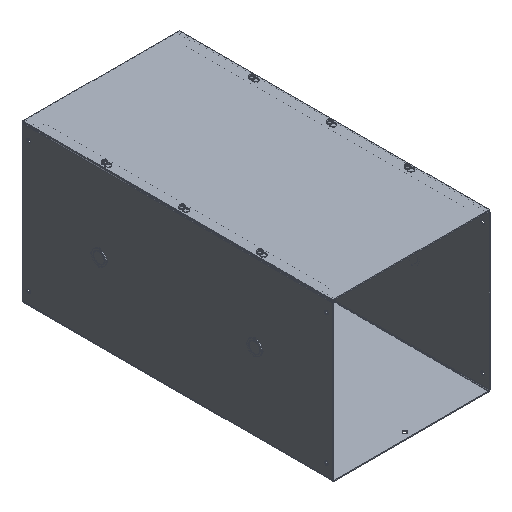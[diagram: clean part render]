
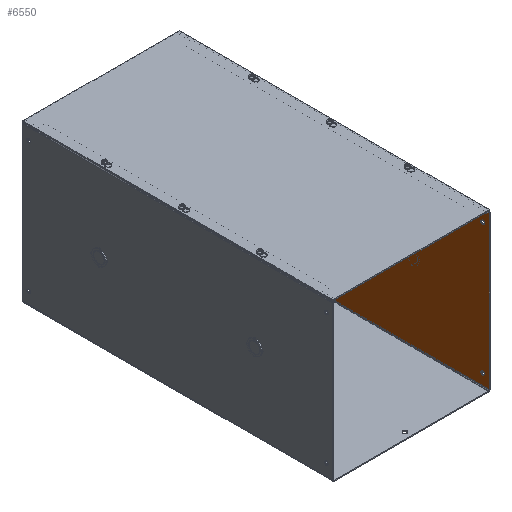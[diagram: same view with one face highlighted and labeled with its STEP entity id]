
A CAD part, isometric view. The second image highlights one B-rep face of the part: STEP entity #6550.
In plain terms, the highlighted planar face has unit normal (-1, 0, 0).
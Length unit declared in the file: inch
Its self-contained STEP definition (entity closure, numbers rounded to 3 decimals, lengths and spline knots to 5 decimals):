
#148 = VERTEX_POINT ( 'NONE', #3906 ) ;
#218 = CARTESIAN_POINT ( 'NONE',  ( 6., 11.5, 1. ) ) ;
#250 = FACE_BOUND ( 'NONE', #2059, .T. ) ;
#321 = ORIENTED_EDGE ( 'NONE', *, *, #8216, .F. ) ;
#661 = EDGE_CURVE ( 'NONE', #9242, #148, #9170, .T. ) ;
#752 = DIRECTION ( 'NONE',  ( -1., 0., 0. ) ) ;
#839 = DIRECTION ( 'NONE',  ( 0., 0., -1. ) ) ;
#879 = CIRCLE ( 'NONE', #3908, 0.133 ) ;
#939 = CARTESIAN_POINT ( 'NONE',  ( 6., -12., 0.0625 ) ) ;
#1003 = LINE ( 'NONE', #13179, #6476 ) ;
#1079 = DIRECTION ( 'NONE',  ( 0., -1., 0. ) ) ;
#1081 = EDGE_CURVE ( 'NONE', #11587, #3424, #8267, .T. ) ;
#1573 = ORIENTED_EDGE ( 'NONE', *, *, #13490, .F. ) ;
#2059 = EDGE_LOOP ( 'NONE', ( #12992, #1573 ) ) ;
#2095 = LINE ( 'NONE', #12027, #8725 ) ;
#2155 = CIRCLE ( 'NONE', #3085, 0.133 ) ;
#2173 = VERTEX_POINT ( 'NONE', #4492 ) ;
#2221 = ORIENTED_EDGE ( 'NONE', *, *, #661, .F. ) ;
#2241 = DIRECTION ( 'NONE',  ( 0., 0., -1. ) ) ;
#2244 = CIRCLE ( 'NONE', #4328, 0.133 ) ;
#2617 = ORIENTED_EDGE ( 'NONE', *, *, #5529, .T. ) ;
#2851 = EDGE_CURVE ( 'NONE', #4832, #10232, #879, .T. ) ;
#3001 = CARTESIAN_POINT ( 'NONE',  ( 6., -11.5, 10.939 ) ) ;
#3068 = FACE_BOUND ( 'NONE', #7457, .T. ) ;
#3085 = AXIS2_PLACEMENT_3D ( 'NONE', #218, #9092, #11268 ) ;
#3192 = CARTESIAN_POINT ( 'NONE',  ( 6., -12., 0.072 ) ) ;
#3282 = VERTEX_POINT ( 'NONE', #11752 ) ;
#3424 = VERTEX_POINT ( 'NONE', #8790 ) ;
#3606 = DIRECTION ( 'NONE',  ( 0., 0., -1. ) ) ;
#3755 = ORIENTED_EDGE ( 'NONE', *, *, #13731, .F. ) ;
#3906 = CARTESIAN_POINT ( 'NONE',  ( 6., -11.5, 1.133 ) ) ;
#3908 = AXIS2_PLACEMENT_3D ( 'NONE', #6693, #9799, #7564 ) ;
#3952 = EDGE_LOOP ( 'NONE', ( #9638, #9268, #2617, #321 ) ) ;
#4111 = EDGE_LOOP ( 'NONE', ( #2221, #7617 ) ) ;
#4143 = VERTEX_POINT ( 'NONE', #10388 ) ;
#4232 = CARTESIAN_POINT ( 'NONE',  ( 6., 12., 11.964 ) ) ;
#4255 = LINE ( 'NONE', #5418, #7959 ) ;
#4320 = AXIS2_PLACEMENT_3D ( 'NONE', #11061, #10187, #4672 ) ;
#4324 = EDGE_CURVE ( 'NONE', #13411, #2173, #1003, .T. ) ;
#4328 = AXIS2_PLACEMENT_3D ( 'NONE', #4405, #752, #6297 ) ;
#4405 = CARTESIAN_POINT ( 'NONE',  ( 6., -11.5, 11.072 ) ) ;
#4436 = CARTESIAN_POINT ( 'NONE',  ( 6., -11.5, 1. ) ) ;
#4492 = CARTESIAN_POINT ( 'NONE',  ( 6., -12., 0.108 ) ) ;
#4537 = ORIENTED_EDGE ( 'NONE', *, *, #2851, .F. ) ;
#4672 = DIRECTION ( 'NONE',  ( 0., 0., -1. ) ) ;
#4832 = VERTEX_POINT ( 'NONE', #14174 ) ;
#5155 = AXIS2_PLACEMENT_3D ( 'NONE', #939, #6416, #13245 ) ;
#5216 = AXIS2_PLACEMENT_3D ( 'NONE', #4436, #5673, #10092 ) ;
#5418 = CARTESIAN_POINT ( 'NONE',  ( 6., -12., 11.964 ) ) ;
#5441 = DIRECTION ( 'NONE',  ( 0., 0., 1. ) ) ;
#5529 = EDGE_CURVE ( 'NONE', #2173, #4143, #13091, .T. ) ;
#5673 = DIRECTION ( 'NONE',  ( -1., 0., 0. ) ) ;
#5731 = CARTESIAN_POINT ( 'NONE',  ( 6., 11.5, 11.072 ) ) ;
#5827 = VERTEX_POINT ( 'NONE', #4232 ) ;
#6297 = DIRECTION ( 'NONE',  ( 0., 0., -1. ) ) ;
#6416 = DIRECTION ( 'NONE',  ( 1., 0., 0. ) ) ;
#6476 = VECTOR ( 'NONE', #1079, 39.37008 ) ;
#6491 = FACE_BOUND ( 'NONE', #4111, .T. ) ;
#6550 = ADVANCED_FACE ( 'NONE', ( #7641, #6491, #12048, #3068, #250 ), #6624, .F. ) ;
#6624 = PLANE ( 'NONE',  #5155 ) ;
#6693 = CARTESIAN_POINT ( 'NONE',  ( 6., -11.5, 11.072 ) ) ;
#7155 = CARTESIAN_POINT ( 'NONE',  ( 6., 11.5, 10.939 ) ) ;
#7438 = EDGE_CURVE ( 'NONE', #3282, #10225, #2155, .T. ) ;
#7457 = EDGE_LOOP ( 'NONE', ( #12156, #13378 ) ) ;
#7564 = DIRECTION ( 'NONE',  ( 0., 0., -1. ) ) ;
#7571 = CARTESIAN_POINT ( 'NONE',  ( 6., 11.5, 1.133 ) ) ;
#7598 = DIRECTION ( 'NONE',  ( 0., -1., 0. ) ) ;
#7617 = ORIENTED_EDGE ( 'NONE', *, *, #10369, .F. ) ;
#7641 = FACE_OUTER_BOUND ( 'NONE', #3952, .T. ) ;
#7664 = DIRECTION ( 'NONE',  ( 0., 0., -1. ) ) ;
#7800 = AXIS2_PLACEMENT_3D ( 'NONE', #14239, #9913, #839 ) ;
#7878 = DIRECTION ( 'NONE',  ( -1., 0., 0. ) ) ;
#7959 = VECTOR ( 'NONE', #7598, 39.37008 ) ;
#8216 = EDGE_CURVE ( 'NONE', #5827, #4143, #4255, .T. ) ;
#8267 = CIRCLE ( 'NONE', #7800, 0.133 ) ;
#8375 = EDGE_CURVE ( 'NONE', #10225, #3282, #11658, .T. ) ;
#8725 = VECTOR ( 'NONE', #2241, 39.37008 ) ;
#8790 = CARTESIAN_POINT ( 'NONE',  ( 6., 11.5, 11.205 ) ) ;
#8911 = DIRECTION ( 'NONE',  ( -1., 0., 0. ) ) ;
#9092 = DIRECTION ( 'NONE',  ( -1., 0., 0. ) ) ;
#9170 = CIRCLE ( 'NONE', #4320, 0.133 ) ;
#9242 = VERTEX_POINT ( 'NONE', #11159 ) ;
#9268 = ORIENTED_EDGE ( 'NONE', *, *, #4324, .T. ) ;
#9638 = ORIENTED_EDGE ( 'NONE', *, *, #13358, .T. ) ;
#9725 = VECTOR ( 'NONE', #5441, 39.37008 ) ;
#9799 = DIRECTION ( 'NONE',  ( -1., 0., 0. ) ) ;
#9913 = DIRECTION ( 'NONE',  ( -1., 0., 0. ) ) ;
#10043 = CARTESIAN_POINT ( 'NONE',  ( 6., 11.5, 1. ) ) ;
#10092 = DIRECTION ( 'NONE',  ( 0., 0., -1. ) ) ;
#10187 = DIRECTION ( 'NONE',  ( -1., 0., 0. ) ) ;
#10225 = VERTEX_POINT ( 'NONE', #7571 ) ;
#10232 = VERTEX_POINT ( 'NONE', #3001 ) ;
#10369 = EDGE_CURVE ( 'NONE', #148, #9242, #11678, .T. ) ;
#10388 = CARTESIAN_POINT ( 'NONE',  ( 6., -12., 11.964 ) ) ;
#11061 = CARTESIAN_POINT ( 'NONE',  ( 6., -11.5, 1. ) ) ;
#11159 = CARTESIAN_POINT ( 'NONE',  ( 6., -11.5, 0.867 ) ) ;
#11268 = DIRECTION ( 'NONE',  ( 0., 0., -1. ) ) ;
#11429 = AXIS2_PLACEMENT_3D ( 'NONE', #10043, #7878, #7664 ) ;
#11587 = VERTEX_POINT ( 'NONE', #7155 ) ;
#11658 = CIRCLE ( 'NONE', #11429, 0.133 ) ;
#11678 = CIRCLE ( 'NONE', #5216, 0.133 ) ;
#11752 = CARTESIAN_POINT ( 'NONE',  ( 6., 11.5, 0.867 ) ) ;
#11953 = CARTESIAN_POINT ( 'NONE',  ( 6., 12., 0.108 ) ) ;
#12027 = CARTESIAN_POINT ( 'NONE',  ( 6., 12., 0.072 ) ) ;
#12048 = FACE_BOUND ( 'NONE', #13152, .T. ) ;
#12156 = ORIENTED_EDGE ( 'NONE', *, *, #7438, .F. ) ;
#12390 = CIRCLE ( 'NONE', #14237, 0.133 ) ;
#12992 = ORIENTED_EDGE ( 'NONE', *, *, #1081, .F. ) ;
#13091 = LINE ( 'NONE', #3192, #9725 ) ;
#13152 = EDGE_LOOP ( 'NONE', ( #3755, #4537 ) ) ;
#13179 = CARTESIAN_POINT ( 'NONE',  ( 6., 12., 0.108 ) ) ;
#13245 = DIRECTION ( 'NONE',  ( 0., 0., -1. ) ) ;
#13358 = EDGE_CURVE ( 'NONE', #5827, #13411, #2095, .T. ) ;
#13378 = ORIENTED_EDGE ( 'NONE', *, *, #8375, .F. ) ;
#13411 = VERTEX_POINT ( 'NONE', #11953 ) ;
#13490 = EDGE_CURVE ( 'NONE', #3424, #11587, #12390, .T. ) ;
#13731 = EDGE_CURVE ( 'NONE', #10232, #4832, #2244, .T. ) ;
#14174 = CARTESIAN_POINT ( 'NONE',  ( 6., -11.5, 11.205 ) ) ;
#14237 = AXIS2_PLACEMENT_3D ( 'NONE', #5731, #8911, #3606 ) ;
#14239 = CARTESIAN_POINT ( 'NONE',  ( 6., 11.5, 11.072 ) ) ;
